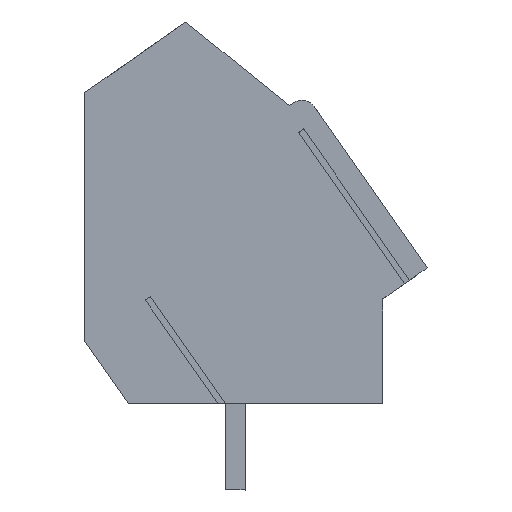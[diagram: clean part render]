
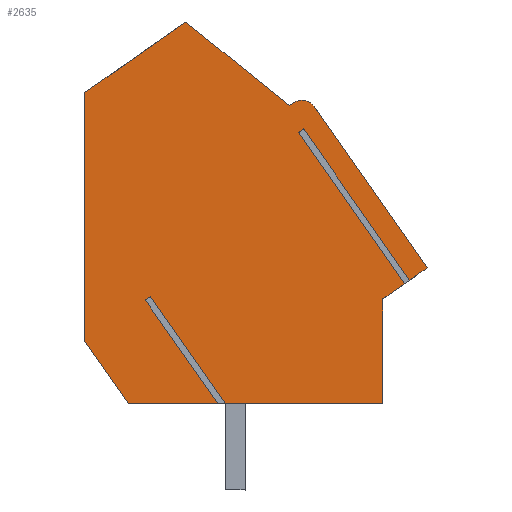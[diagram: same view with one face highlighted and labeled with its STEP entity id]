
A CAD part, left-side view. The second image highlights one B-rep face of the part: STEP entity #2635.
In plain terms, the highlighted planar face has unit normal (-1, 0, 0).
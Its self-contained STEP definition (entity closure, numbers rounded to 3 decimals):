
#2487=AXIS2_PLACEMENT_3D('Plane Axis2P3D',#2484,#2485,#2486) ;
#2507=AXIS2_PLACEMENT_3D('Circle Axis2P3D',#2505,#2506,$) ;
#2484=CARTESIAN_POINT('Axis2P3D Location',(0.,13.9,0.)) ;
#2489=CARTESIAN_POINT('Line Origine',(0.,0.358,8.767)) ;
#2493=CARTESIAN_POINT('Vertex',(0.,0.717,8.516)) ;
#2495=CARTESIAN_POINT('Vertex',(0.,0.,9.018)) ;
#2498=CARTESIAN_POINT('Line Origine',(0.,2.294,12.295)) ;
#2502=CARTESIAN_POINT('Vertex',(0.,4.589,15.572)) ;
#2505=CARTESIAN_POINT('Axis2P3D Location',(0.,5.08,15.227)) ;
#2509=CARTESIAN_POINT('Vertex',(0.,5.424,15.719)) ;
#2512=CARTESIAN_POINT('Line Origine',(0.,5.506,15.662)) ;
#2516=CARTESIAN_POINT('Vertex',(0.,5.588,15.604)) ;
#2519=CARTESIAN_POINT('Line Origine',(0.,7.696,17.302)) ;
#2523=CARTESIAN_POINT('Vertex',(0.,9.804,19.)) ;
#2526=CARTESIAN_POINT('Line Origine',(0.,11.852,17.566)) ;
#2530=CARTESIAN_POINT('Vertex',(0.,13.9,16.132)) ;
#2533=CARTESIAN_POINT('Line Origine',(0.,13.9,11.081)) ;
#2537=CARTESIAN_POINT('Vertex',(0.,13.9,6.03)) ;
#2540=CARTESIAN_POINT('Line Origine',(0.,13.014,4.765)) ;
#2544=CARTESIAN_POINT('Vertex',(0.,12.128,3.5)) ;
#2547=CARTESIAN_POINT('Line Origine',(0.,10.312,3.5)) ;
#2551=CARTESIAN_POINT('Vertex',(0.,8.496,3.5)) ;
#2554=CARTESIAN_POINT('Line Origine',(0.,9.972,5.608)) ;
#2558=CARTESIAN_POINT('Vertex',(0.,11.448,7.716)) ;
#2561=CARTESIAN_POINT('Line Origine',(0.,11.346,7.788)) ;
#2565=CARTESIAN_POINT('Vertex',(0.,11.244,7.859)) ;
#2568=CARTESIAN_POINT('Line Origine',(0.,9.718,5.68)) ;
#2572=CARTESIAN_POINT('Vertex',(0.,8.192,3.5)) ;
#2575=CARTESIAN_POINT('Line Origine',(0.,4.996,3.5)) ;
#2579=CARTESIAN_POINT('Vertex',(0.,1.8,3.5)) ;
#2582=CARTESIAN_POINT('Line Origine',(0.,1.8,5.629)) ;
#2586=CARTESIAN_POINT('Vertex',(0.,1.8,7.758)) ;
#2589=CARTESIAN_POINT('Line Origine',(0.,1.361,8.066)) ;
#2593=CARTESIAN_POINT('Vertex',(0.,0.921,8.373)) ;
#2596=CARTESIAN_POINT('Line Origine',(0.,3.072,11.445)) ;
#2600=CARTESIAN_POINT('Vertex',(0.,5.223,14.517)) ;
#2603=CARTESIAN_POINT('Line Origine',(0.,5.121,14.588)) ;
#2607=CARTESIAN_POINT('Vertex',(0.,5.019,14.66)) ;
#2610=CARTESIAN_POINT('Line Origine',(0.,2.868,11.588)) ;
#2485=DIRECTION('Axis2P3D Direction',(-1.,0.,0.)) ;
#2486=DIRECTION('Axis2P3D XDirection',(0.,-1.,0.)) ;
#2490=DIRECTION('Vector Direction',(0.,0.819,-0.574)) ;
#2499=DIRECTION('Vector Direction',(0.,-0.574,-0.819)) ;
#2506=DIRECTION('Axis2P3D Direction',(-1.,0.,0.)) ;
#2513=DIRECTION('Vector Direction',(0.,-0.819,0.574)) ;
#2520=DIRECTION('Vector Direction',(0.,-0.779,-0.627)) ;
#2527=DIRECTION('Vector Direction',(0.,-0.819,0.574)) ;
#2534=DIRECTION('Vector Direction',(0.,0.,1.)) ;
#2541=DIRECTION('Vector Direction',(0.,0.574,0.819)) ;
#2548=DIRECTION('Vector Direction',(0.,1.,0.)) ;
#2555=DIRECTION('Vector Direction',(0.,-0.574,-0.819)) ;
#2562=DIRECTION('Vector Direction',(0.,0.819,-0.574)) ;
#2569=DIRECTION('Vector Direction',(0.,-0.574,-0.819)) ;
#2576=DIRECTION('Vector Direction',(0.,1.,0.)) ;
#2583=DIRECTION('Vector Direction',(0.,0.,-1.)) ;
#2590=DIRECTION('Vector Direction',(0.,0.819,-0.574)) ;
#2597=DIRECTION('Vector Direction',(0.,-0.574,-0.819)) ;
#2604=DIRECTION('Vector Direction',(0.,0.819,-0.574)) ;
#2611=DIRECTION('Vector Direction',(0.,-0.574,-0.819)) ;
#2491=VECTOR('Line Direction',#2490,1.) ;
#2500=VECTOR('Line Direction',#2499,1.) ;
#2514=VECTOR('Line Direction',#2513,1.) ;
#2521=VECTOR('Line Direction',#2520,1.) ;
#2528=VECTOR('Line Direction',#2527,1.) ;
#2535=VECTOR('Line Direction',#2534,1.) ;
#2542=VECTOR('Line Direction',#2541,1.) ;
#2549=VECTOR('Line Direction',#2548,1.) ;
#2556=VECTOR('Line Direction',#2555,1.) ;
#2563=VECTOR('Line Direction',#2562,1.) ;
#2570=VECTOR('Line Direction',#2569,1.) ;
#2577=VECTOR('Line Direction',#2576,1.) ;
#2584=VECTOR('Line Direction',#2583,1.) ;
#2591=VECTOR('Line Direction',#2590,1.) ;
#2598=VECTOR('Line Direction',#2597,1.) ;
#2605=VECTOR('Line Direction',#2604,1.) ;
#2612=VECTOR('Line Direction',#2611,1.) ;
#2616=ORIENTED_EDGE('',*,*,#2497,.T.) ;
#2617=ORIENTED_EDGE('',*,*,#2504,.T.) ;
#2618=ORIENTED_EDGE('',*,*,#2511,.T.) ;
#2619=ORIENTED_EDGE('',*,*,#2518,.T.) ;
#2620=ORIENTED_EDGE('',*,*,#2525,.T.) ;
#2621=ORIENTED_EDGE('',*,*,#2532,.T.) ;
#2622=ORIENTED_EDGE('',*,*,#2539,.T.) ;
#2623=ORIENTED_EDGE('',*,*,#2546,.T.) ;
#2624=ORIENTED_EDGE('',*,*,#2553,.T.) ;
#2625=ORIENTED_EDGE('',*,*,#2560,.F.) ;
#2626=ORIENTED_EDGE('',*,*,#2567,.F.) ;
#2627=ORIENTED_EDGE('',*,*,#2574,.T.) ;
#2628=ORIENTED_EDGE('',*,*,#2581,.T.) ;
#2629=ORIENTED_EDGE('',*,*,#2588,.T.) ;
#2630=ORIENTED_EDGE('',*,*,#2595,.T.) ;
#2631=ORIENTED_EDGE('',*,*,#2602,.F.) ;
#2632=ORIENTED_EDGE('',*,*,#2609,.F.) ;
#2633=ORIENTED_EDGE('',*,*,#2614,.T.) ;
#2635=ADVANCED_FACE('HOUSING',(#2634),#2488,.T.) ;
#2508=CIRCLE('generated circle',#2507,0.6) ;
#2497=EDGE_CURVE('',#2494,#2496,#2492,.F.) ;
#2504=EDGE_CURVE('',#2496,#2503,#2501,.F.) ;
#2511=EDGE_CURVE('',#2503,#2510,#2508,.T.) ;
#2518=EDGE_CURVE('',#2510,#2517,#2515,.F.) ;
#2525=EDGE_CURVE('',#2517,#2524,#2522,.F.) ;
#2532=EDGE_CURVE('',#2524,#2531,#2529,.F.) ;
#2539=EDGE_CURVE('',#2531,#2538,#2536,.F.) ;
#2546=EDGE_CURVE('',#2538,#2545,#2543,.F.) ;
#2553=EDGE_CURVE('',#2545,#2552,#2550,.F.) ;
#2560=EDGE_CURVE('',#2559,#2552,#2557,.T.) ;
#2567=EDGE_CURVE('',#2566,#2559,#2564,.T.) ;
#2574=EDGE_CURVE('',#2566,#2573,#2571,.T.) ;
#2581=EDGE_CURVE('',#2573,#2580,#2578,.F.) ;
#2588=EDGE_CURVE('',#2580,#2587,#2585,.F.) ;
#2595=EDGE_CURVE('',#2587,#2594,#2592,.F.) ;
#2602=EDGE_CURVE('',#2601,#2594,#2599,.T.) ;
#2609=EDGE_CURVE('',#2608,#2601,#2606,.T.) ;
#2614=EDGE_CURVE('',#2608,#2494,#2613,.T.) ;
#2615=EDGE_LOOP('',(#2616,#2617,#2618,#2619,#2620,#2621,#2622,#2623,#2624,#2625,#2626,#2627,#2628,#2629,#2630,#2631,#2632,#2633)) ;
#2634=FACE_OUTER_BOUND('',#2615,.T.) ;
#2492=LINE('Line',#2489,#2491) ;
#2501=LINE('Line',#2498,#2500) ;
#2515=LINE('Line',#2512,#2514) ;
#2522=LINE('Line',#2519,#2521) ;
#2529=LINE('Line',#2526,#2528) ;
#2536=LINE('Line',#2533,#2535) ;
#2543=LINE('Line',#2540,#2542) ;
#2550=LINE('Line',#2547,#2549) ;
#2557=LINE('Line',#2554,#2556) ;
#2564=LINE('Line',#2561,#2563) ;
#2571=LINE('Line',#2568,#2570) ;
#2578=LINE('Line',#2575,#2577) ;
#2585=LINE('Line',#2582,#2584) ;
#2592=LINE('Line',#2589,#2591) ;
#2599=LINE('Line',#2596,#2598) ;
#2606=LINE('Line',#2603,#2605) ;
#2613=LINE('Line',#2610,#2612) ;
#2488=PLANE('',#2487) ;
#2494=VERTEX_POINT('',#2493) ;
#2496=VERTEX_POINT('',#2495) ;
#2503=VERTEX_POINT('',#2502) ;
#2510=VERTEX_POINT('',#2509) ;
#2517=VERTEX_POINT('',#2516) ;
#2524=VERTEX_POINT('',#2523) ;
#2531=VERTEX_POINT('',#2530) ;
#2538=VERTEX_POINT('',#2537) ;
#2545=VERTEX_POINT('',#2544) ;
#2552=VERTEX_POINT('',#2551) ;
#2559=VERTEX_POINT('',#2558) ;
#2566=VERTEX_POINT('',#2565) ;
#2573=VERTEX_POINT('',#2572) ;
#2580=VERTEX_POINT('',#2579) ;
#2587=VERTEX_POINT('',#2586) ;
#2594=VERTEX_POINT('',#2593) ;
#2601=VERTEX_POINT('',#2600) ;
#2608=VERTEX_POINT('',#2607) ;
